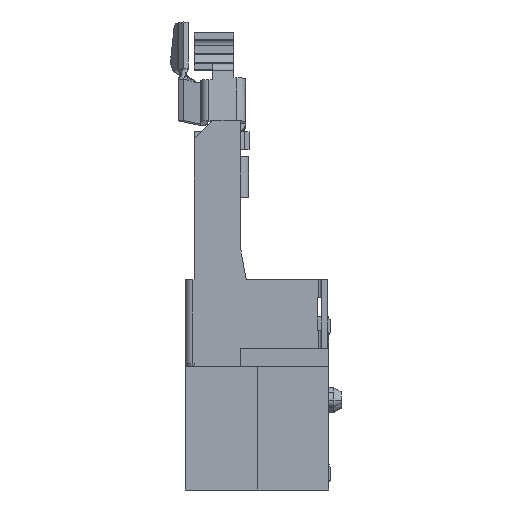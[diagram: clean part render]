
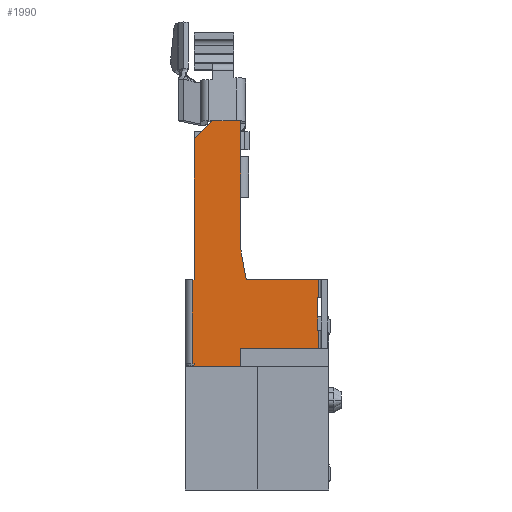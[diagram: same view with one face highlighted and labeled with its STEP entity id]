
A CAD part, left-side view. The second image highlights one B-rep face of the part: STEP entity #1990.
In plain terms, the highlighted planar face has unit normal (-1, 0, 0).
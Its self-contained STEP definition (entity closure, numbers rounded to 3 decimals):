
#1990=ADVANCED_FACE('',(#6145),#6146,.T.);
#6145=FACE_OUTER_BOUND('',#10813,.T.);
#6146=PLANE('',#10814);
#10813=EDGE_LOOP('',(#28950,#28951,#28952,#28953,#28954,#28955,#28956,#28957,#28958,#28959,#28960,#28961,#28962,#28963,#28964,#28965,#28966,#28967,#28968,#28969,#28970));
#10814=AXIS2_PLACEMENT_3D('',#28971,#28972,#28973);
#28950=ORIENTED_EDGE('',*,*,#35958,.T.);
#28951=ORIENTED_EDGE('',*,*,#35639,.F.);
#28952=ORIENTED_EDGE('',*,*,#35643,.F.);
#28953=ORIENTED_EDGE('',*,*,#35959,.F.);
#28954=ORIENTED_EDGE('',*,*,#35960,.T.);
#28955=ORIENTED_EDGE('',*,*,#35961,.F.);
#28956=ORIENTED_EDGE('',*,*,#30109,.T.);
#28957=ORIENTED_EDGE('',*,*,#35962,.T.);
#28958=ORIENTED_EDGE('',*,*,#35880,.F.);
#28959=ORIENTED_EDGE('',*,*,#35963,.T.);
#28960=ORIENTED_EDGE('',*,*,#35898,.T.);
#28961=ORIENTED_EDGE('',*,*,#35957,.T.);
#28962=ORIENTED_EDGE('',*,*,#35954,.F.);
#28963=ORIENTED_EDGE('',*,*,#35964,.T.);
#28964=ORIENTED_EDGE('',*,*,#35871,.T.);
#28965=ORIENTED_EDGE('',*,*,#35867,.F.);
#28966=ORIENTED_EDGE('',*,*,#35861,.F.);
#28967=ORIENTED_EDGE('',*,*,#35965,.T.);
#28968=ORIENTED_EDGE('',*,*,#35865,.T.);
#28969=ORIENTED_EDGE('',*,*,#35966,.T.);
#28970=ORIENTED_EDGE('',*,*,#35967,.T.);
#28971=CARTESIAN_POINT('',(-30.85,3.575,-1.85));
#28972=DIRECTION('',(-1.0,0.0,0.0));
#28973=DIRECTION('',(0.0,0.0,1.0));
#30109=EDGE_CURVE('',#36353,#36358,#36360,.T.);
#35639=EDGE_CURVE('',#45564,#45566,#45567,.T.);
#35643=EDGE_CURVE('',#45571,#45564,#45573,.T.);
#35861=EDGE_CURVE('',#45940,#45952,#45953,.T.);
#35865=EDGE_CURVE('',#45959,#45957,#45960,.T.);
#35867=EDGE_CURVE('',#45952,#45962,#45963,.T.);
#35871=EDGE_CURVE('',#45969,#45962,#45970,.T.);
#35880=EDGE_CURVE('',#45983,#45985,#45986,.T.);
#35898=EDGE_CURVE('',#46016,#46014,#46017,.T.);
#35954=EDGE_CURVE('',#46099,#46101,#46102,.T.);
#35957=EDGE_CURVE('',#46014,#46101,#46105,.T.);
#35958=EDGE_CURVE('',#46106,#45566,#46107,.T.);
#35959=EDGE_CURVE('',#46108,#45571,#46109,.T.);
#35960=EDGE_CURVE('',#46108,#46110,#46111,.T.);
#35961=EDGE_CURVE('',#36353,#46110,#46112,.T.);
#35962=EDGE_CURVE('',#36358,#45985,#46113,.T.);
#35963=EDGE_CURVE('',#45983,#46016,#46114,.T.);
#35964=EDGE_CURVE('',#46099,#45969,#46115,.T.);
#35965=EDGE_CURVE('',#45940,#45959,#46116,.T.);
#35966=EDGE_CURVE('',#45957,#46117,#46118,.T.);
#35967=EDGE_CURVE('',#46117,#46106,#46119,.T.);
#36353=VERTEX_POINT('',#46700);
#36358=VERTEX_POINT('',#46707);
#36360=LINE('',#46710,#46711);
#45564=VERTEX_POINT('',#60290);
#45566=VERTEX_POINT('',#60293);
#45567=LINE('',#60294,#60295);
#45571=VERTEX_POINT('',#60300);
#45573=LINE('',#60302,#60303);
#45940=VERTEX_POINT('',#60877);
#45952=VERTEX_POINT('',#60893);
#45953=LINE('',#60894,#60895);
#45957=VERTEX_POINT('',#60901);
#45959=VERTEX_POINT('',#60904);
#45960=LINE('',#60905,#60906);
#45962=VERTEX_POINT('',#60909);
#45963=LINE('',#60910,#60911);
#45969=VERTEX_POINT('',#60919);
#45970=LINE('',#60920,#60921);
#45983=VERTEX_POINT('',#60940);
#45985=VERTEX_POINT('',#60942);
#45986=LINE('',#60943,#60944);
#46014=VERTEX_POINT('',#60984);
#46016=VERTEX_POINT('',#60987);
#46017=LINE('',#60988,#60989);
#46099=VERTEX_POINT('',#61114);
#46101=VERTEX_POINT('',#61116);
#46102=LINE('',#61117,#61118);
#46105=LINE('',#61122,#61123);
#46106=VERTEX_POINT('',#61124);
#46107=LINE('',#61125,#61126);
#46108=VERTEX_POINT('',#61127);
#46109=LINE('',#61128,#61129);
#46110=VERTEX_POINT('',#61130);
#46111=LINE('',#61131,#61132);
#46112=LINE('',#61133,#61134);
#46113=LINE('',#61135,#61136);
#46114=LINE('',#61137,#61138);
#46115=LINE('',#61139,#61140);
#46116=LINE('',#61141,#61142);
#46117=VERTEX_POINT('',#61143);
#46118=LINE('',#61144,#61145);
#46119=LINE('',#61146,#61147);
#46700=CARTESIAN_POINT('',(-30.85,3.475,-1.85));
#46707=CARTESIAN_POINT('',(-30.85,0.895,-1.85));
#46710=CARTESIAN_POINT('',(-30.85,3.475,-1.85));
#46711=VECTOR('',#61890,2.58);
#60290=CARTESIAN_POINT('',(-30.85,3.475,2.95));
#60293=CARTESIAN_POINT('',(-30.85,3.475,10.75));
#60294=CARTESIAN_POINT('',(-30.85,3.475,2.95));
#60295=VECTOR('',#69726,7.8);
#60300=CARTESIAN_POINT('',(-30.85,3.575,2.95));
#60302=CARTESIAN_POINT('',(-30.85,3.575,2.95));
#60303=VECTOR('',#69734,0.1);
#60877=CARTESIAN_POINT('',(-30.85,0.895,7.51));
#60893=CARTESIAN_POINT('',(-30.85,0.895,4.65));
#60894=CARTESIAN_POINT('',(-30.85,0.895,7.51));
#60895=VECTOR('',#70021,2.86);
#60901=CARTESIAN_POINT('',(-30.85,0.895,11.75));
#60904=CARTESIAN_POINT('',(-30.85,0.895,9.75));
#60905=CARTESIAN_POINT('',(-30.85,0.895,9.75));
#60906=VECTOR('',#70025,2.0);
#60909=CARTESIAN_POINT('',(-30.85,0.585,2.95));
#60910=CARTESIAN_POINT('',(-30.85,0.895,4.65));
#60911=VECTOR('',#70027,1.728);
#60919=CARTESIAN_POINT('',(-30.85,-3.425,2.95));
#60920=CARTESIAN_POINT('',(-30.85,-3.425,2.95));
#60921=VECTOR('',#70033,4.01);
#60940=CARTESIAN_POINT('',(-30.85,-3.425,-0.85));
#60942=CARTESIAN_POINT('',(-30.85,0.895,-0.85));
#60943=CARTESIAN_POINT('',(-30.85,-3.425,-0.85));
#60944=VECTOR('',#70046,4.32);
#60984=CARTESIAN_POINT('',(-30.85,-3.375,0.15));
#60987=CARTESIAN_POINT('',(-30.85,-3.425,0.15));
#60988=CARTESIAN_POINT('',(-30.85,-3.425,0.15));
#60989=VECTOR('',#70072,0.05);
#61114=CARTESIAN_POINT('',(-30.85,-3.425,1.95));
#61116=CARTESIAN_POINT('',(-30.85,-3.375,1.95));
#61117=CARTESIAN_POINT('',(-30.85,-3.425,1.95));
#61118=VECTOR('',#70152,0.05);
#61122=CARTESIAN_POINT('',(-30.85,-3.375,0.15));
#61123=VECTOR('',#70157,1.8);
#61124=CARTESIAN_POINT('',(-30.85,2.445,11.75));
#61125=CARTESIAN_POINT('',(-30.85,2.445,11.75));
#61126=VECTOR('',#70158,1.436);
#61127=CARTESIAN_POINT('',(-30.85,3.575,-1.7));
#61128=CARTESIAN_POINT('',(-30.85,3.575,-1.7));
#61129=VECTOR('',#70159,4.65);
#61130=CARTESIAN_POINT('',(-30.85,3.475,-1.7));
#61131=CARTESIAN_POINT('',(-30.85,3.575,-1.7));
#61132=VECTOR('',#70160,0.1);
#61133=CARTESIAN_POINT('',(-30.85,3.475,-1.85));
#61134=VECTOR('',#70161,0.15);
#61135=CARTESIAN_POINT('',(-30.85,0.895,-1.85));
#61136=VECTOR('',#70162,1.0);
#61137=CARTESIAN_POINT('',(-30.85,-3.425,-0.85));
#61138=VECTOR('',#70163,1.0);
#61139=CARTESIAN_POINT('',(-30.85,-3.425,1.95));
#61140=VECTOR('',#70164,1.0);
#61141=CARTESIAN_POINT('',(-30.85,0.895,7.51));
#61142=VECTOR('',#70165,2.24);
#61143=CARTESIAN_POINT('',(-30.85,1.125,11.75));
#61144=CARTESIAN_POINT('',(-30.85,0.895,11.75));
#61145=VECTOR('',#70166,0.23);
#61146=CARTESIAN_POINT('',(-30.85,1.125,11.75));
#61147=VECTOR('',#70167,1.32);
#61890=DIRECTION('',(0.0,-1.0,0.0));
#69726=DIRECTION('',(0.0,0.0,1.0));
#69734=DIRECTION('',(0.0,-1.0,0.));
#70021=DIRECTION('',(0.0,0.0,-1.0));
#70025=DIRECTION('',(0.0,0.0,1.0));
#70027=DIRECTION('',(0.0,-0.179,-0.984));
#70033=DIRECTION('',(0.0,1.0,0.0));
#70046=DIRECTION('',(0.0,1.0,0.0));
#70072=DIRECTION('',(0.,1.0,0.));
#70152=DIRECTION('',(0.,1.0,0.));
#70157=DIRECTION('',(0.0,0.0,1.0));
#70158=DIRECTION('',(0.0,0.717,-0.697));
#70159=DIRECTION('',(0.0,0.0,1.0));
#70160=DIRECTION('',(0.0,-1.0,0.0));
#70161=DIRECTION('',(0.0,0.0,1.0));
#70162=DIRECTION('',(0.0,0.0,1.0));
#70163=DIRECTION('',(0.,0.0,1.0));
#70164=DIRECTION('',(0.,0.0,1.0));
#70165=DIRECTION('',(0.0,0.0,1.0));
#70166=DIRECTION('',(0.,1.0,0.));
#70167=DIRECTION('',(0.,1.0,0.0));
